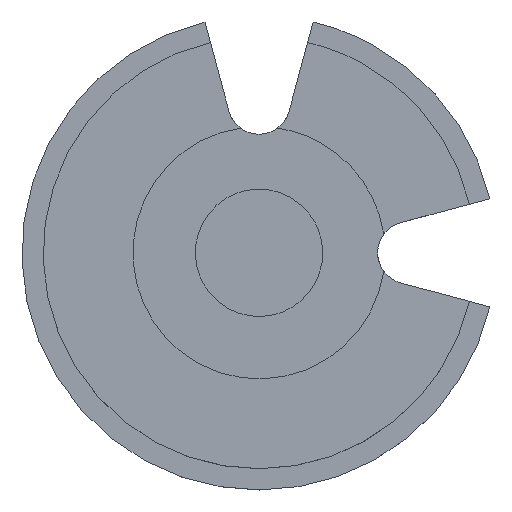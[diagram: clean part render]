
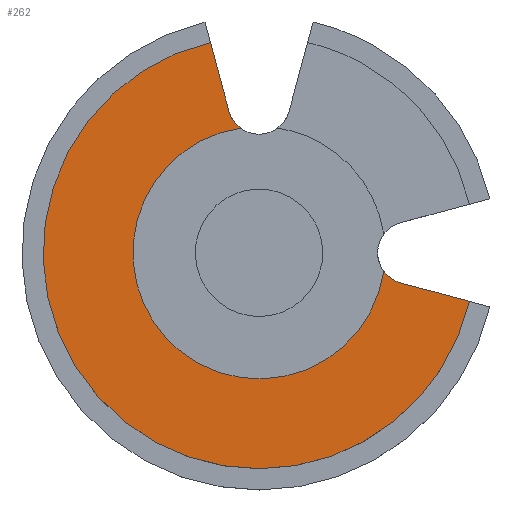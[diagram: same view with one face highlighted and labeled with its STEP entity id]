
A CAD part, top view. The second image highlights one B-rep face of the part: STEP entity #262.
In plain terms, the highlighted planar face has unit normal (0, 0, 1).
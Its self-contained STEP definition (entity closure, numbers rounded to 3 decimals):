
#146=CARTESIAN_POINT('Axis2P3D Location',(0.381,0.,3.81)) ;
#150=CARTESIAN_POINT('Vertex',(21.789,-4.94,3.81)) ;
#152=CARTESIAN_POINT('Vertex',(-10.153,-19.281,3.81)) ;
#181=CARTESIAN_POINT('Axis2P3D Location',(0.381,12.833,3.81)) ;
#205=CARTESIAN_POINT('Line Origine',(18.294,-4.003,3.81)) ;
#209=CARTESIAN_POINT('Vertex',(14.799,-3.067,3.81)) ;
#212=CARTESIAN_POINT('Axis2P3D Location',(15.621,0.,3.81)) ;
#216=CARTESIAN_POINT('Vertex',(13.073,-1.895,3.81)) ;
#219=CARTESIAN_POINT('Axis2P3D Location',(0.381,0.,3.81)) ;
#223=CARTESIAN_POINT('Vertex',(-5.772,-11.262,3.81)) ;
#226=CARTESIAN_POINT('Axis2P3D Location',(0.381,0.,3.81)) ;
#230=CARTESIAN_POINT('Vertex',(-1.514,12.692,3.81)) ;
#233=CARTESIAN_POINT('Axis2P3D Location',(0.381,15.24,3.81)) ;
#237=CARTESIAN_POINT('Vertex',(-2.686,14.418,3.81)) ;
#240=CARTESIAN_POINT('Line Origine',(-3.623,17.913,3.81)) ;
#244=CARTESIAN_POINT('Vertex',(-4.559,21.408,3.81)) ;
#247=CARTESIAN_POINT('Axis2P3D Location',(0.381,0.,3.81)) ;
#207=VECTOR('Line Direction',#206,1.) ;
#242=VECTOR('Line Direction',#241,1.) ;
#147=DIRECTION('Axis2P3D Direction',(0.,0.,-1.)) ;
#182=DIRECTION('Axis2P3D Direction',(0.,0.,-1.)) ;
#183=DIRECTION('Axis2P3D XDirection',(1.,0.,0.)) ;
#206=DIRECTION('Vector Direction',(-0.966,0.259,0.)) ;
#213=DIRECTION('Axis2P3D Direction',(0.,0.,-1.)) ;
#220=DIRECTION('Axis2P3D Direction',(0.,0.,-1.)) ;
#227=DIRECTION('Axis2P3D Direction',(0.,0.,-1.)) ;
#234=DIRECTION('Axis2P3D Direction',(0.,0.,-1.)) ;
#241=DIRECTION('Vector Direction',(-0.259,0.966,0.)) ;
#248=DIRECTION('Axis2P3D Direction',(0.,0.,-1.)) ;
#148=AXIS2_PLACEMENT_3D('Circle Axis2P3D',#146,#147,$) ;
#184=AXIS2_PLACEMENT_3D('Plane Axis2P3D',#181,#182,#183) ;
#214=AXIS2_PLACEMENT_3D('Circle Axis2P3D',#212,#213,$) ;
#221=AXIS2_PLACEMENT_3D('Circle Axis2P3D',#219,#220,$) ;
#228=AXIS2_PLACEMENT_3D('Circle Axis2P3D',#226,#227,$) ;
#235=AXIS2_PLACEMENT_3D('Circle Axis2P3D',#233,#234,$) ;
#249=AXIS2_PLACEMENT_3D('Circle Axis2P3D',#247,#248,$) ;
#208=LINE('Line',#205,#207) ;
#243=LINE('Line',#240,#242) ;
#149=CIRCLE('generated circle',#148,21.971) ;
#215=CIRCLE('generated circle',#214,3.175) ;
#222=CIRCLE('generated circle',#221,12.833) ;
#229=CIRCLE('generated circle',#228,12.833) ;
#236=CIRCLE('generated circle',#235,3.175) ;
#250=CIRCLE('generated circle',#249,21.971) ;
#185=PLANE('',#184) ;
#154=EDGE_CURVE('',#151,#153,#149,.T.) ;
#211=EDGE_CURVE('',#210,#151,#208,.F.) ;
#218=EDGE_CURVE('',#217,#210,#215,.F.) ;
#225=EDGE_CURVE('',#217,#224,#222,.T.) ;
#232=EDGE_CURVE('',#224,#231,#229,.T.) ;
#239=EDGE_CURVE('',#238,#231,#236,.F.) ;
#246=EDGE_CURVE('',#245,#238,#243,.F.) ;
#251=EDGE_CURVE('',#153,#245,#250,.T.) ;
#253=ORIENTED_EDGE('',*,*,#211,.F.) ;
#254=ORIENTED_EDGE('',*,*,#218,.F.) ;
#255=ORIENTED_EDGE('',*,*,#225,.T.) ;
#256=ORIENTED_EDGE('',*,*,#232,.T.) ;
#257=ORIENTED_EDGE('',*,*,#239,.F.) ;
#258=ORIENTED_EDGE('',*,*,#246,.F.) ;
#259=ORIENTED_EDGE('',*,*,#251,.F.) ;
#260=ORIENTED_EDGE('',*,*,#154,.F.) ;
#252=EDGE_LOOP('',(#253,#254,#255,#256,#257,#258,#259,#260)) ;
#151=VERTEX_POINT('',#150) ;
#153=VERTEX_POINT('',#152) ;
#210=VERTEX_POINT('',#209) ;
#217=VERTEX_POINT('',#216) ;
#224=VERTEX_POINT('',#223) ;
#231=VERTEX_POINT('',#230) ;
#238=VERTEX_POINT('',#237) ;
#245=VERTEX_POINT('',#244) ;
#262=ADVANCED_FACE('PartBody',(#261),#185,.F.) ;
#261=FACE_OUTER_BOUND('',#252,.T.) ;
